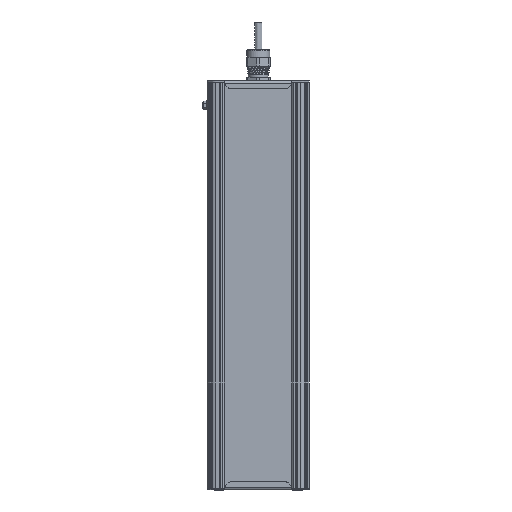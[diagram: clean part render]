
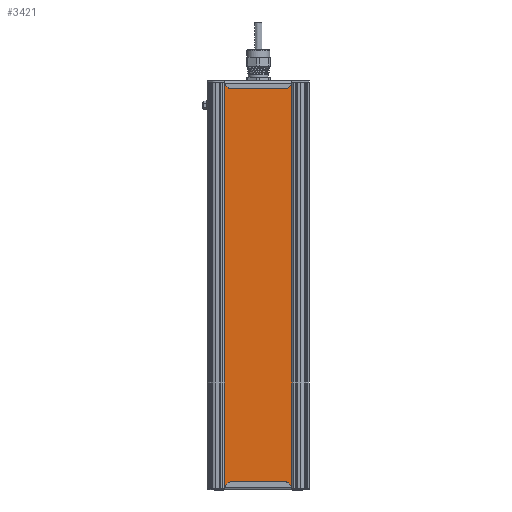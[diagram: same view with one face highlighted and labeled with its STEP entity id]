
A CAD part, front view. The second image highlights one B-rep face of the part: STEP entity #3421.
In plain terms, the highlighted face is planar.
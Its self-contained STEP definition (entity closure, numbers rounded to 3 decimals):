
#3421=ADVANCED_FACE('',(#12437),#12439,.T.);
#12437=FACE_BOUND('',#12438,.T.);
#12438=EDGE_LOOP('',(#39526,#39527,#39528,#39529));
#12439=PLANE('',#12440);
#12440=AXIS2_PLACEMENT_3D('',#12441,#12442,#12443);
#12441=CARTESIAN_POINT('',(120.465,593.492,117.308));
#12442=DIRECTION('',(0.,0.,-1.));
#12443=DIRECTION('',(0.,1.,0.));
#39526=ORIENTED_EDGE('',*,*,#45123,.T.);
#39527=ORIENTED_EDGE('',*,*,#45122,.T.);
#39528=ORIENTED_EDGE('',*,*,#45124,.F.);
#39529=ORIENTED_EDGE('',*,*,#45125,.F.);
#45122=EDGE_CURVE('',#48987,#48992,#48994,.T.);
#45123=EDGE_CURVE('',#48995,#48987,#48996,.T.);
#45124=EDGE_CURVE('',#48997,#48992,#48998,.T.);
#45125=EDGE_CURVE('',#48995,#48997,#48999,.T.);
#48987=VERTEX_POINT('',#60268);
#48992=VERTEX_POINT('',#60277);
#48994=LINE('',#60281,#60282);
#48995=VERTEX_POINT('',#60284);
#48996=LINE('',#60285,#60286);
#48997=VERTEX_POINT('',#60288);
#48998=LINE('',#60289,#60290);
#48999=LINE('',#60292,#60293);
#60268=CARTESIAN_POINT('',(120.465,679.838,117.308));
#60277=CARTESIAN_POINT('',(566.465,679.838,117.308));
#60281=CARTESIAN_POINT('',(120.465,679.838,117.308));
#60282=VECTOR('',#60283,1.);
#60283=DIRECTION('',(1.,0.,0.));
#60284=CARTESIAN_POINT('',(120.465,593.492,117.308));
#60285=CARTESIAN_POINT('',(120.465,593.492,117.308));
#60286=VECTOR('',#60287,1.);
#60287=DIRECTION('',(0.,1.,0.));
#60288=CARTESIAN_POINT('',(566.465,593.492,117.308));
#60289=CARTESIAN_POINT('',(566.465,593.492,117.308));
#60290=VECTOR('',#60291,1.);
#60291=DIRECTION('',(0.,1.,0.));
#60292=CARTESIAN_POINT('',(120.465,593.492,117.308));
#60293=VECTOR('',#60294,1.);
#60294=DIRECTION('',(1.,0.,0.));
